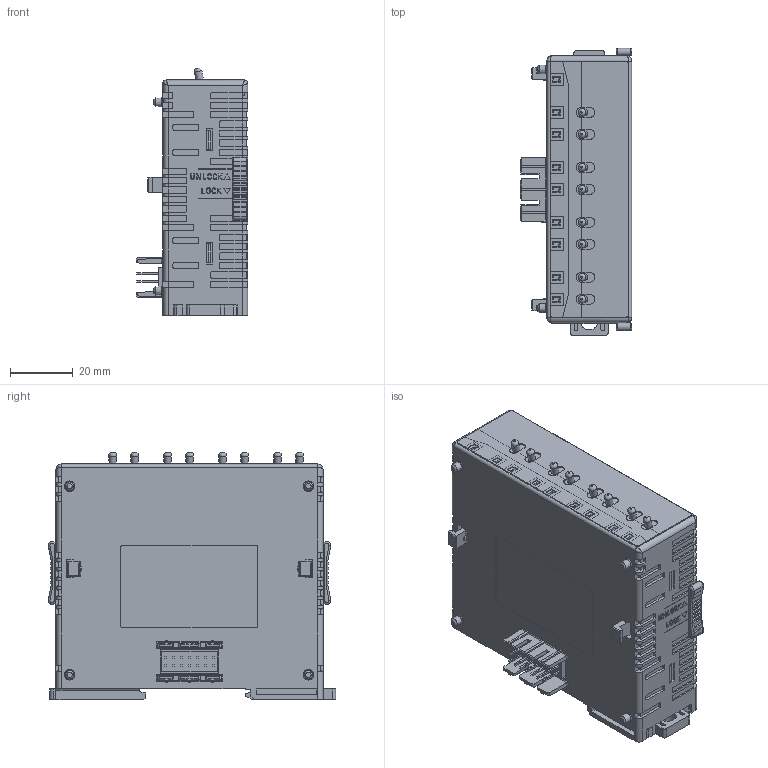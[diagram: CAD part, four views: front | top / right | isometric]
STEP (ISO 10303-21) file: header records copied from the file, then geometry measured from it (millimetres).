
FILE_DESCRIPTION (( 'STEP AP214' ), '1' );
FILE_NAME ('C0-08SIM.STEP', '2019-11-07T20:11:21', ( '' ), ( '' ), 'SwSTEP 2.0', 'SolidWorks 2019', '' );
FILE_SCHEMA (( 'AUTOMOTIVE_DESIGN' ));
Length unit declared in the file: inch
Products named in the file (1): C0-08SIM
Bounding box: 35.55 x 91.4 x 78.86 mm (x, y, z)
Volume: 162344.7 mm3; surface area: 31640.7 mm2
Topology: 1 solids, 9 shells, 3721 faces, 10353 edges, 6759 vertices
Faces by surface type: plane 2686, cylinder 917, cone 88, torus 22, sphere 4, bspline 4
Full cylindrical faces by diameter (mm): 1.9 x1, 3.2 x4
Entity records: 117930 total; most frequent: CARTESIAN_POINT 21150, ORIENTED_EDGE 20586, DIRECTION 19582, EDGE_CURVE 10293, VECTOR 8320, LINE 8320, VERTEX_POINT 6743, AXIS2_PLACEMENT_3D 5631
